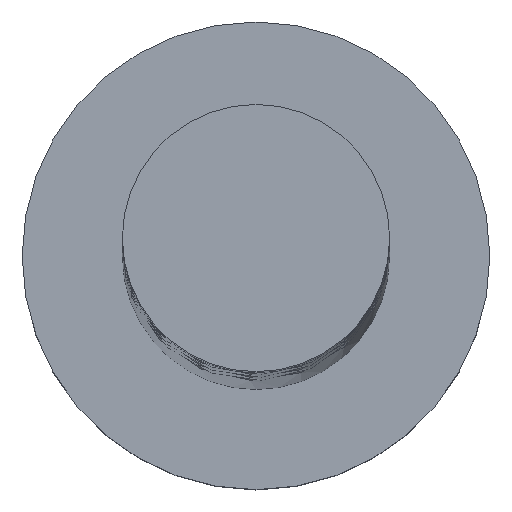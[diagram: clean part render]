
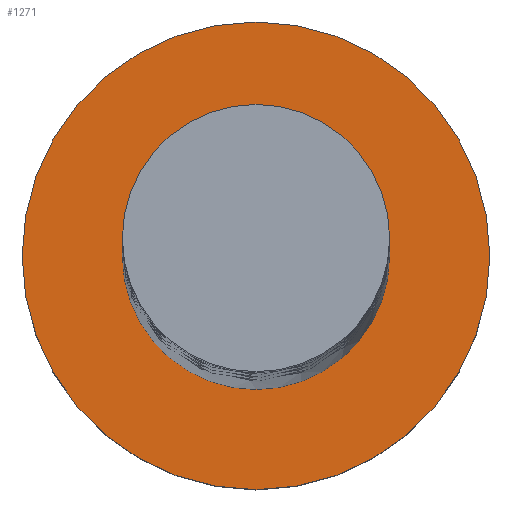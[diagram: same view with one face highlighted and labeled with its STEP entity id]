
A CAD part, top view. The second image highlights one B-rep face of the part: STEP entity #1271.
In plain terms, the highlighted planar face has unit normal (0, 0, 1).
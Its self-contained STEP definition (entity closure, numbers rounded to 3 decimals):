
#23 = CIRCLE ( 'NONE', #181, 4. ) ;
#31 = EDGE_LOOP ( 'NONE', ( #485, #317 ) ) ;
#59 = DIRECTION ( 'NONE',  ( 0., 0., 1. ) ) ;
#152 = DIRECTION ( 'NONE',  ( 1., 0., 0. ) ) ;
#181 = AXIS2_PLACEMENT_3D ( 'NONE', #624, #1809, #1370 ) ;
#193 = VERTEX_POINT ( 'NONE', #631 ) ;
#198 = DIRECTION ( 'NONE',  ( 1., 0., 0. ) ) ;
#215 = ORIENTED_EDGE ( 'NONE', *, *, #1548, .T. ) ;
#306 = AXIS2_PLACEMENT_3D ( 'NONE', #1880, #553, #1755 ) ;
#317 = ORIENTED_EDGE ( 'NONE', *, *, #621, .F. ) ;
#324 = EDGE_CURVE ( 'NONE', #1515, #193, #503, .T. ) ;
#482 = DIRECTION ( 'NONE',  ( 1., 0., 0. ) ) ;
#485 = ORIENTED_EDGE ( 'NONE', *, *, #324, .F. ) ;
#503 = CIRCLE ( 'NONE', #306, 4. ) ;
#553 = DIRECTION ( 'NONE',  ( 0., 0., 1. ) ) ;
#577 = VERTEX_POINT ( 'NONE', #1511 ) ;
#594 = DIRECTION ( 'NONE',  ( 0., 0., 1. ) ) ;
#621 = EDGE_CURVE ( 'NONE', #193, #1515, #23, .T. ) ;
#623 = FACE_OUTER_BOUND ( 'NONE', #1164, .T. ) ;
#624 = CARTESIAN_POINT ( 'NONE',  ( 0., 0., 5. ) ) ;
#631 = CARTESIAN_POINT ( 'NONE',  ( 4., 0., 5. ) ) ;
#634 = FACE_BOUND ( 'NONE', #31, .T. ) ;
#789 = CARTESIAN_POINT ( 'NONE',  ( -7., 0., 5. ) ) ;
#890 = CARTESIAN_POINT ( 'NONE',  ( 0., 0., 5. ) ) ;
#946 = DIRECTION ( 'NONE',  ( 0., 0., 1. ) ) ;
#961 = CARTESIAN_POINT ( 'NONE',  ( -4., 0., 5. ) ) ;
#1029 = AXIS2_PLACEMENT_3D ( 'NONE', #1681, #946, #198 ) ;
#1056 = EDGE_CURVE ( 'NONE', #1700, #577, #1742, .T. ) ;
#1164 = EDGE_LOOP ( 'NONE', ( #1531, #215 ) ) ;
#1257 = AXIS2_PLACEMENT_3D ( 'NONE', #1282, #59, #482 ) ;
#1271 = ADVANCED_FACE ( 'NONE', ( #634, #623 ), #1669, .T. ) ;
#1282 = CARTESIAN_POINT ( 'NONE',  ( 0., 0., 5. ) ) ;
#1370 = DIRECTION ( 'NONE',  ( 1., 0., 0. ) ) ;
#1511 = CARTESIAN_POINT ( 'NONE',  ( 7., 0., 5. ) ) ;
#1515 = VERTEX_POINT ( 'NONE', #961 ) ;
#1531 = ORIENTED_EDGE ( 'NONE', *, *, #1056, .T. ) ;
#1548 = EDGE_CURVE ( 'NONE', #577, #1700, #1863, .T. ) ;
#1669 = PLANE ( 'NONE',  #1029 ) ;
#1681 = CARTESIAN_POINT ( 'NONE',  ( 0., 0., 5. ) ) ;
#1700 = VERTEX_POINT ( 'NONE', #789 ) ;
#1742 = CIRCLE ( 'NONE', #1832, 7. ) ;
#1755 = DIRECTION ( 'NONE',  ( 1., 0., 0. ) ) ;
#1809 = DIRECTION ( 'NONE',  ( 0., 0., 1. ) ) ;
#1832 = AXIS2_PLACEMENT_3D ( 'NONE', #890, #594, #152 ) ;
#1863 = CIRCLE ( 'NONE', #1257, 7. ) ;
#1880 = CARTESIAN_POINT ( 'NONE',  ( 0., 0., 5. ) ) ;
